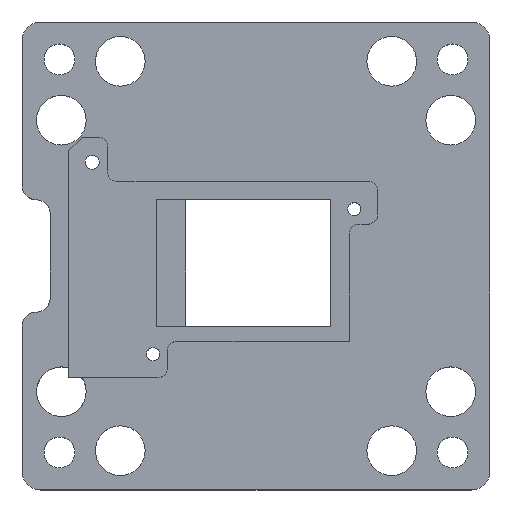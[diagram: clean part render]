
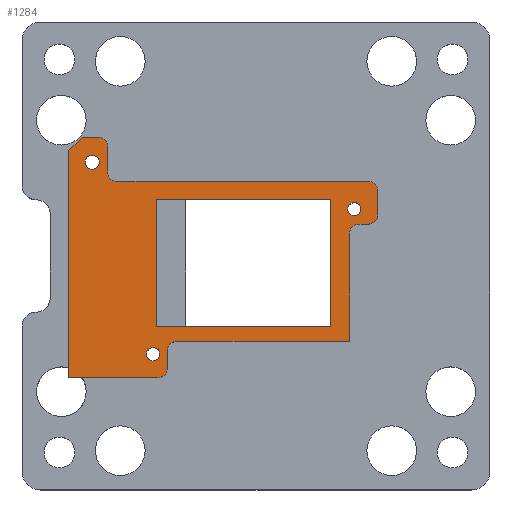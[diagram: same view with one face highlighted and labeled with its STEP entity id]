
A CAD part, top view. The second image highlights one B-rep face of the part: STEP entity #1284.
In plain terms, the highlighted planar face has unit normal (0, 0, 1).
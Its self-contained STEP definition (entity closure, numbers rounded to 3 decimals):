
#21=FACE_BOUND('',#191,.T.);
#22=FACE_BOUND('',#192,.T.);
#23=FACE_BOUND('',#193,.T.);
#24=FACE_BOUND('',#194,.T.);
#73=PLANE('',#1398);
#120=FACE_OUTER_BOUND('',#190,.T.);
#190=EDGE_LOOP('',(#985,#986,#987,#988,#989,#990,#991,#992,#993,#994,#995,
#996,#997,#998,#999,#1000,#1001,#1002));
#191=EDGE_LOOP('',(#1003));
#192=EDGE_LOOP('',(#1004));
#193=EDGE_LOOP('',(#1005));
#194=EDGE_LOOP('',(#1006,#1007,#1008,#1009));
#263=LINE('',#1899,#377);
#267=LINE('',#1907,#381);
#271=LINE('',#1915,#385);
#276=LINE('',#1929,#390);
#280=LINE('',#1941,#394);
#284=LINE('',#1949,#398);
#288=LINE('',#1957,#402);
#291=LINE('',#1963,#405);
#298=LINE('',#1987,#412);
#302=LINE('',#1993,#416);
#304=LINE('',#1997,#418);
#308=LINE('',#2009,#422);
#312=LINE('',#2021,#426);
#316=LINE('',#2033,#430);
#320=LINE('',#2044,#434);
#377=VECTOR('',#1516,10.);
#381=VECTOR('',#1522,10.);
#385=VECTOR('',#1528,10.);
#390=VECTOR('',#1541,10.);
#394=VECTOR('',#1553,10.);
#398=VECTOR('',#1559,10.);
#402=VECTOR('',#1565,10.);
#405=VECTOR('',#1570,10.);
#412=VECTOR('',#1597,10.);
#416=VECTOR('',#1603,10.);
#418=VECTOR('',#1607,10.);
#422=VECTOR('',#1619,10.);
#426=VECTOR('',#1631,10.);
#430=VECTOR('',#1643,10.);
#434=VECTOR('',#1655,10.);
#493=CIRCLE('',#1358,1.);
#495=CIRCLE('',#1362,1.);
#497=CIRCLE('',#1369,1.);
#499=CIRCLE('',#1372,0.75);
#500=CIRCLE('',#1374,0.7);
#501=CIRCLE('',#1376,0.7);
#502=CIRCLE('',#1381,1.);
#504=CIRCLE('',#1385,1.);
#506=CIRCLE('',#1389,1.);
#508=CIRCLE('',#1393,1.);
#565=VERTEX_POINT('',#1897);
#566=VERTEX_POINT('',#1898);
#569=VERTEX_POINT('',#1906);
#571=VERTEX_POINT('',#1913);
#572=VERTEX_POINT('',#1914);
#575=VERTEX_POINT('',#1922);
#577=VERTEX_POINT('',#1928);
#579=VERTEX_POINT('',#1934);
#581=VERTEX_POINT('',#1940);
#584=VERTEX_POINT('',#1948);
#587=VERTEX_POINT('',#1956);
#589=VERTEX_POINT('',#1962);
#591=VERTEX_POINT('',#1968);
#593=VERTEX_POINT('',#1974);
#594=VERTEX_POINT('',#1978);
#595=VERTEX_POINT('',#1982);
#596=VERTEX_POINT('',#1986);
#598=VERTEX_POINT('',#1996);
#600=VERTEX_POINT('',#2002);
#602=VERTEX_POINT('',#2008);
#604=VERTEX_POINT('',#2014);
#606=VERTEX_POINT('',#2020);
#608=VERTEX_POINT('',#2026);
#610=VERTEX_POINT('',#2032);
#612=VERTEX_POINT('',#2038);
#688=EDGE_CURVE('',#565,#566,#263,.T.);
#692=EDGE_CURVE('',#569,#565,#267,.T.);
#696=EDGE_CURVE('',#571,#572,#271,.T.);
#700=EDGE_CURVE('',#575,#571,#493,.T.);
#703=EDGE_CURVE('',#577,#575,#276,.T.);
#706=EDGE_CURVE('',#579,#577,#495,.T.);
#709=EDGE_CURVE('',#581,#579,#280,.T.);
#713=EDGE_CURVE('',#584,#581,#284,.T.);
#717=EDGE_CURVE('',#587,#584,#288,.T.);
#720=EDGE_CURVE('',#589,#587,#291,.T.);
#723=EDGE_CURVE('',#591,#589,#497,.T.);
#727=EDGE_CURVE('',#593,#593,#499,.T.);
#729=EDGE_CURVE('',#594,#594,#500,.T.);
#731=EDGE_CURVE('',#595,#595,#501,.T.);
#732=EDGE_CURVE('',#566,#596,#298,.T.);
#736=EDGE_CURVE('',#596,#569,#302,.T.);
#738=EDGE_CURVE('',#598,#591,#304,.T.);
#741=EDGE_CURVE('',#600,#598,#502,.T.);
#744=EDGE_CURVE('',#602,#600,#308,.T.);
#747=EDGE_CURVE('',#604,#602,#504,.T.);
#750=EDGE_CURVE('',#606,#604,#312,.T.);
#753=EDGE_CURVE('',#608,#606,#506,.T.);
#756=EDGE_CURVE('',#610,#608,#316,.T.);
#759=EDGE_CURVE('',#612,#610,#508,.T.);
#762=EDGE_CURVE('',#572,#612,#320,.T.);
#985=ORIENTED_EDGE('',*,*,#723,.T.);
#986=ORIENTED_EDGE('',*,*,#720,.T.);
#987=ORIENTED_EDGE('',*,*,#717,.T.);
#988=ORIENTED_EDGE('',*,*,#713,.T.);
#989=ORIENTED_EDGE('',*,*,#709,.T.);
#990=ORIENTED_EDGE('',*,*,#706,.T.);
#991=ORIENTED_EDGE('',*,*,#703,.T.);
#992=ORIENTED_EDGE('',*,*,#700,.T.);
#993=ORIENTED_EDGE('',*,*,#696,.T.);
#994=ORIENTED_EDGE('',*,*,#762,.T.);
#995=ORIENTED_EDGE('',*,*,#759,.T.);
#996=ORIENTED_EDGE('',*,*,#756,.T.);
#997=ORIENTED_EDGE('',*,*,#753,.T.);
#998=ORIENTED_EDGE('',*,*,#750,.T.);
#999=ORIENTED_EDGE('',*,*,#747,.T.);
#1000=ORIENTED_EDGE('',*,*,#744,.T.);
#1001=ORIENTED_EDGE('',*,*,#741,.T.);
#1002=ORIENTED_EDGE('',*,*,#738,.T.);
#1003=ORIENTED_EDGE('',*,*,#731,.T.);
#1004=ORIENTED_EDGE('',*,*,#729,.T.);
#1005=ORIENTED_EDGE('',*,*,#727,.T.);
#1006=ORIENTED_EDGE('',*,*,#692,.T.);
#1007=ORIENTED_EDGE('',*,*,#688,.T.);
#1008=ORIENTED_EDGE('',*,*,#732,.T.);
#1009=ORIENTED_EDGE('',*,*,#736,.T.);
#1284=ADVANCED_FACE('',(#120,#21,#22,#23,#24),#73,.F.);
#1358=AXIS2_PLACEMENT_3D('',#1923,#1534,#1535);
#1362=AXIS2_PLACEMENT_3D('',#1935,#1546,#1547);
#1369=AXIS2_PLACEMENT_3D('',#1969,#1575,#1576);
#1372=AXIS2_PLACEMENT_3D('',#1976,#1583,#1584);
#1374=AXIS2_PLACEMENT_3D('',#1980,#1588,#1589);
#1376=AXIS2_PLACEMENT_3D('',#1984,#1593,#1594);
#1381=AXIS2_PLACEMENT_3D('',#2003,#1612,#1613);
#1385=AXIS2_PLACEMENT_3D('',#2015,#1624,#1625);
#1389=AXIS2_PLACEMENT_3D('',#2027,#1636,#1637);
#1393=AXIS2_PLACEMENT_3D('',#2039,#1648,#1649);
#1398=AXIS2_PLACEMENT_3D('',#2048,#1661,#1662);
#1516=DIRECTION('',(0.,1.,0.));
#1522=DIRECTION('',(-1.,0.,0.));
#1528=DIRECTION('',(1.,0.,0.));
#1534=DIRECTION('center_axis',(0.,0.,
-1.));
#1535=DIRECTION('ref_axis',(0.,-1.,0.));
#1541=DIRECTION('',(0.,1.,0.));
#1546=DIRECTION('center_axis',(0.,0.,
1.));
#1547=DIRECTION('ref_axis',(0.,-1.,0.));
#1553=DIRECTION('',(1.,0.,0.));
#1559=DIRECTION('',(0.,-1.,0.));
#1565=DIRECTION('',(-0.707,-0.707,0.));
#1570=DIRECTION('',(-1.,0.,0.));
#1575=DIRECTION('center_axis',(0.,0.,
1.));
#1576=DIRECTION('ref_axis',(1.,0.,0.));
#1583=DIRECTION('center_axis',(0.,0.,
-1.));
#1584=DIRECTION('ref_axis',(-1.,0.,0.));
#1588=DIRECTION('center_axis',(0.,0.,
-1.));
#1589=DIRECTION('ref_axis',(-1.,0.,0.));
#1593=DIRECTION('center_axis',(0.,0.,
-1.));
#1594=DIRECTION('ref_axis',(-1.,0.,0.));
#1597=DIRECTION('',(1.,0.,0.));
#1603=DIRECTION('',(0.,-1.,0.));
#1607=DIRECTION('',(0.,1.,0.));
#1612=DIRECTION('center_axis',(0.,0.,
-1.));
#1613=DIRECTION('ref_axis',(1.,0.,0.));
#1619=DIRECTION('',(-1.,0.,0.));
#1624=DIRECTION('center_axis',(0.,0.,
1.));
#1625=DIRECTION('ref_axis',(1.,0.,0.));
#1631=DIRECTION('',(0.,1.,0.));
#1636=DIRECTION('center_axis',(0.,0.,
1.));
#1637=DIRECTION('ref_axis',(0.,-1.,0.));
#1643=DIRECTION('',(1.,0.,0.));
#1648=DIRECTION('center_axis',(0.,0.,
-1.));
#1649=DIRECTION('ref_axis',(0.,-1.,0.));
#1655=DIRECTION('',(0.,1.,0.));
#1661=DIRECTION('center_axis',(0.,0.,
-1.));
#1662=DIRECTION('ref_axis',(-1.,0.,0.));
#1897=CARTESIAN_POINT('',(-10.643,-7.5,9.));
#1898=CARTESIAN_POINT('',(-10.643,6.,9.));
#1899=CARTESIAN_POINT('',(-10.643,2.925,9.));
#1906=CARTESIAN_POINT('',(8.,-7.5,9.));
#1907=CARTESIAN_POINT('',(-7.072,-7.5,9.));
#1913=CARTESIAN_POINT('',(-8.472,-9.138,9.));
#1914=CARTESIAN_POINT('',(10.,-9.138,9.));
#1915=CARTESIAN_POINT('',(-5.986,-9.138,9.));
#1922=CARTESIAN_POINT('',(-9.472,-10.138,9.));
#1923=CARTESIAN_POINT('Origin',(-8.472,-10.138,9.));
#1928=CARTESIAN_POINT('',(-9.472,-12.,9.));
#1929=CARTESIAN_POINT('',(-9.472,-6.075,9.));
#1934=CARTESIAN_POINT('',(-10.472,-13.,9.));
#1935=CARTESIAN_POINT('Origin',(-10.472,-12.,9.));
#1940=CARTESIAN_POINT('',(-20.,-13.,9.));
#1941=CARTESIAN_POINT('',(-11.75,-13.,9.));
#1948=CARTESIAN_POINT('',(-20.,11.272,9.));
#1949=CARTESIAN_POINT('',(-20.,5.561,9.));
#1956=CARTESIAN_POINT('',(-18.572,12.7,9.));
#1957=CARTESIAN_POINT('',(-18.016,13.255,9.));
#1962=CARTESIAN_POINT('',(-16.855,12.7,9.));
#1963=CARTESIAN_POINT('',(-10.178,12.7,9.));
#1968=CARTESIAN_POINT('',(-15.855,11.7,9.));
#1969=CARTESIAN_POINT('Origin',(-16.855,11.7,9.));
#1974=CARTESIAN_POINT('',(-16.75,10.,9.));
#1976=CARTESIAN_POINT('Origin',(-17.5,10.,9.));
#1978=CARTESIAN_POINT('',(-10.3,-10.5,9.));
#1980=CARTESIAN_POINT('Origin',(-11.,-10.5,9.));
#1982=CARTESIAN_POINT('',(11.2,5.,9.));
#1984=CARTESIAN_POINT('Origin',(10.5,5.,9.));
#1986=CARTESIAN_POINT('',(8.,6.,9.));
#1987=CARTESIAN_POINT('',(2.25,6.,9.));
#1993=CARTESIAN_POINT('',(8.,-3.825,9.));
#1996=CARTESIAN_POINT('',(-15.855,8.962,9.));
#1997=CARTESIAN_POINT('',(-15.855,4.406,9.));
#2002=CARTESIAN_POINT('',(-14.855,7.962,9.));
#2003=CARTESIAN_POINT('Origin',(-14.855,8.962,9.));
#2008=CARTESIAN_POINT('',(12.,7.962,9.));
#2009=CARTESIAN_POINT('',(4.25,7.962,9.));
#2014=CARTESIAN_POINT('',(13.,6.962,9.));
#2015=CARTESIAN_POINT('Origin',(12.,6.962,9.));
#2020=CARTESIAN_POINT('',(13.,4.397,9.));
#2021=CARTESIAN_POINT('',(13.,2.124,9.));
#2026=CARTESIAN_POINT('',(12.,3.397,9.));
#2027=CARTESIAN_POINT('Origin',(12.,4.397,9.));
#2032=CARTESIAN_POINT('',(11.,3.397,9.));
#2033=CARTESIAN_POINT('',(3.75,3.397,9.));
#2038=CARTESIAN_POINT('',(10.,2.397,9.));
#2039=CARTESIAN_POINT('Origin',(11.,2.397,9.));
#2044=CARTESIAN_POINT('',(10.,-4.644,9.));
#2048=CARTESIAN_POINT('Origin',(-3.5,-0.15,9.));
